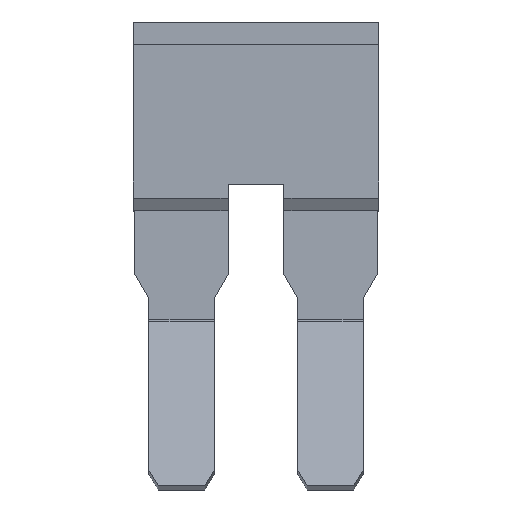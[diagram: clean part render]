
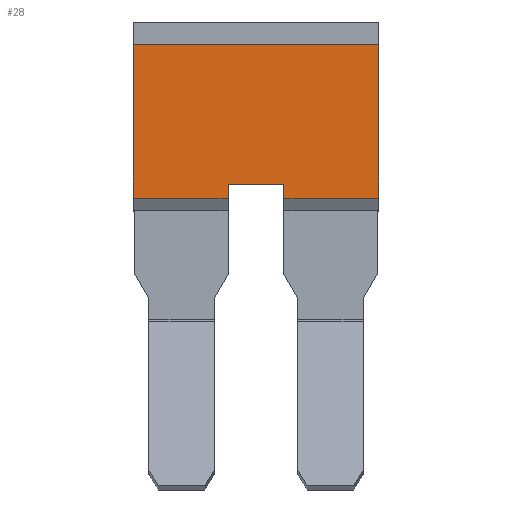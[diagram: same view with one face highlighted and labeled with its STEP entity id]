
A CAD part, top view. The second image highlights one B-rep face of the part: STEP entity #28.
In plain terms, the highlighted planar face has unit normal (0, 0, 1).
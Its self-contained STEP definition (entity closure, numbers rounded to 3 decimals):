
#28 = ADVANCED_FACE ( 'NONE', ( #1977 ), #967, .T. ) ;
#31 = EDGE_CURVE ( 'NONE', #136, #247, #1967, .T. ) ;
#78 = LINE ( 'NONE', #504, #1601 ) ;
#128 = ORIENTED_EDGE ( 'NONE', *, *, #846, .T. ) ;
#136 = VERTEX_POINT ( 'NONE', #1228 ) ;
#191 = VECTOR ( 'NONE', #643, 1000. ) ;
#247 = VERTEX_POINT ( 'NONE', #1393 ) ;
#289 = CARTESIAN_POINT ( 'NONE',  ( 0.732, 6.236, -0.523 ) ) ;
#355 = VERTEX_POINT ( 'NONE', #1638 ) ;
#433 = CARTESIAN_POINT ( 'NONE',  ( 0.732, 5.529, -0.523 ) ) ;
#477 = DIRECTION ( 'NONE',  ( 1., 0., 0. ) ) ;
#493 = CARTESIAN_POINT ( 'NONE',  ( -9.771, 5.529, -0.523 ) ) ;
#496 = DIRECTION ( 'NONE',  ( 0., -1., 0. ) ) ;
#499 = DIRECTION ( 'NONE',  ( -1., 0., 0. ) ) ;
#504 = CARTESIAN_POINT ( 'NONE',  ( -7.368, 13.786, -0.523 ) ) ;
#524 = CARTESIAN_POINT ( 'NONE',  ( -9.771, 13.786, -0.523 ) ) ;
#531 = VERTEX_POINT ( 'NONE', #1825 ) ;
#551 = CARTESIAN_POINT ( 'NONE',  ( 0.732, 6.236, -0.523 ) ) ;
#583 = DIRECTION ( 'NONE',  ( 0., -1., 0. ) ) ;
#643 = DIRECTION ( 'NONE',  ( 0., 1., 0. ) ) ;
#645 = CARTESIAN_POINT ( 'NONE',  ( 5.832, 13.786, -0.523 ) ) ;
#662 = ORIENTED_EDGE ( 'NONE', *, *, #31, .T. ) ;
#715 = DIRECTION ( 'NONE',  ( 1., 0., 0. ) ) ;
#718 = VECTOR ( 'NONE', #583, 1000. ) ;
#765 = CARTESIAN_POINT ( 'NONE',  ( -9.771, 5.529, -0.523 ) ) ;
#773 = DIRECTION ( 'NONE',  ( 1., 0., 0. ) ) ;
#780 = CARTESIAN_POINT ( 'NONE',  ( -9.771, 6.236, -0.523 ) ) ;
#789 = EDGE_CURVE ( 'NONE', #247, #926, #1687, .T. ) ;
#793 = LINE ( 'NONE', #551, #718 ) ;
#797 = EDGE_CURVE ( 'NONE', #1810, #1514, #2056, .T. ) ;
#810 = EDGE_CURVE ( 'NONE', #1514, #531, #1436, .T. ) ;
#837 = EDGE_CURVE ( 'NONE', #531, #355, #1258, .T. ) ;
#846 = EDGE_CURVE ( 'NONE', #355, #2164, #78, .T. ) ;
#848 = EDGE_CURVE ( 'NONE', #2164, #136, #1024, .T. ) ;
#864 = CARTESIAN_POINT ( 'NONE',  ( -7.368, 5.529, -0.523 ) ) ;
#926 = VERTEX_POINT ( 'NONE', #289 ) ;
#930 = VECTOR ( 'NONE', #499, 1000. ) ;
#967 = PLANE ( 'NONE',  #2153 ) ;
#1024 = LINE ( 'NONE', #493, #2127 ) ;
#1037 = CARTESIAN_POINT ( 'NONE',  ( -9.771, 13.786, -0.523 ) ) ;
#1039 = DIRECTION ( 'NONE',  ( 0., 0., 1. ) ) ;
#1044 = DIRECTION ( 'NONE',  ( 1., 0., 0. ) ) ;
#1052 = CARTESIAN_POINT ( 'NONE',  ( -2.268, 6.236, -0.523 ) ) ;
#1054 = DIRECTION ( 'NONE',  ( 0., 1., 0. ) ) ;
#1226 = ORIENTED_EDGE ( 'NONE', *, *, #837, .T. ) ;
#1228 = CARTESIAN_POINT ( 'NONE',  ( -2.268, 5.529, -0.523 ) ) ;
#1258 = LINE ( 'NONE', #524, #930 ) ;
#1263 = ORIENTED_EDGE ( 'NONE', *, *, #848, .T. ) ;
#1307 = ORIENTED_EDGE ( 'NONE', *, *, #797, .T. ) ;
#1393 = CARTESIAN_POINT ( 'NONE',  ( -2.268, 6.236, -0.523 ) ) ;
#1412 = VECTOR ( 'NONE', #715, 1000. ) ;
#1433 = ORIENTED_EDGE ( 'NONE', *, *, #1779, .T. ) ;
#1436 = LINE ( 'NONE', #645, #191 ) ;
#1442 = ORIENTED_EDGE ( 'NONE', *, *, #789, .T. ) ;
#1475 = EDGE_LOOP ( 'NONE', ( #1263, #662, #1442, #1433, #1307, #1591, #1226, #128 ) ) ;
#1514 = VERTEX_POINT ( 'NONE', #1832 ) ;
#1591 = ORIENTED_EDGE ( 'NONE', *, *, #810, .T. ) ;
#1601 = VECTOR ( 'NONE', #496, 1000. ) ;
#1638 = CARTESIAN_POINT ( 'NONE',  ( -7.368, 13.786, -0.523 ) ) ;
#1687 = LINE ( 'NONE', #780, #1847 ) ;
#1779 = EDGE_CURVE ( 'NONE', #926, #1810, #793, .T. ) ;
#1810 = VERTEX_POINT ( 'NONE', #433 ) ;
#1825 = CARTESIAN_POINT ( 'NONE',  ( 5.832, 13.786, -0.523 ) ) ;
#1832 = CARTESIAN_POINT ( 'NONE',  ( 5.832, 5.529, -0.523 ) ) ;
#1847 = VECTOR ( 'NONE', #773, 1000. ) ;
#1852 = VECTOR ( 'NONE', #1054, 1000. ) ;
#1967 = LINE ( 'NONE', #1052, #1852 ) ;
#1977 = FACE_OUTER_BOUND ( 'NONE', #1475, .T. ) ;
#2056 = LINE ( 'NONE', #765, #1412 ) ;
#2127 = VECTOR ( 'NONE', #477, 1000. ) ;
#2153 = AXIS2_PLACEMENT_3D ( 'NONE', #1037, #1039, #1044 ) ;
#2164 = VERTEX_POINT ( 'NONE', #864 ) ;
